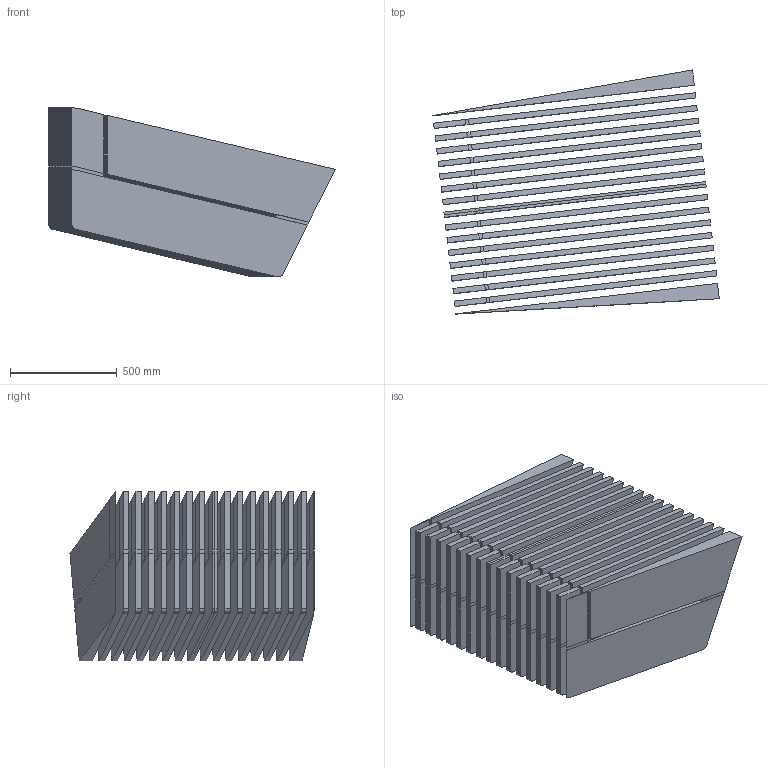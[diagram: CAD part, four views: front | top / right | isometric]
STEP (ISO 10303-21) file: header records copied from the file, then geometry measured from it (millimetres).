
FILE_DESCRIPTION(('FreeCAD Model'),'2;1');
FILE_NAME('detailed_DCLL/step/lithium_lead_sample_envelope_2.step', '2018-01-30T14:14:42',('FreeCAD'),('FreeCAD'), 'Open CASCADE STEP processor 7.1','FreeCAD','Unknown');
FILE_SCHEMA(('AUTOMOTIVE_DESIGN_CC2 { 1 2 10303 214 -1 1 5 4 }'));
Length unit declared in the file: millimetre
Products named in the file (109): Open CASCADE STEP translator 7.1 3; Open CASCADE STEP translator 7.1 3.1; Open CASCADE STEP translator 7.1 3.2; Open CASCADE STEP translator 7.1 3.3; Open CASCADE STEP translator 7.1 3.4; Open CASCADE STEP translator 7.1 3.5; Open CASCADE STEP translator 7.1 3.6; Open CASCADE STEP translator 7.1 3.7; Open CASCADE STEP translator 7.1 3.8; Open CASCADE STEP translator 7.1 3.9; Open CASCADE STEP translator 7.1 3.10; Open CASCADE STEP translator 7.1 3.11; Open CASCADE STEP translator 7.1 3.12; Open CASCADE STEP translator 7.1 3.13; Open CASCADE STEP translator 7.1 3.14; Open CASCADE STEP translator 7.1 3.15; Open CASCADE STEP translator 7.1 3.16; Open CASCADE STEP translator 7.1 3.17; Open CASCADE STEP translator 7.1 3.18; Open CASCADE STEP translator 7.1 3.19; Open CASCADE STEP translator 7.1 3.19.1; Open CASCADE STEP translator 7.1 3.19.2; Open CASCADE STEP translator 7.1 3.20; Open CASCADE STEP translator 7.1 3.20.1; Open CASCADE STEP translator 7.1 3.20.2; Open CASCADE STEP translator 7.1 3.21; Open CASCADE STEP translator 7.1 3.21.1; Open CASCADE STEP translator 7.1 3.21.2; Open CASCADE STEP translator 7.1 3.22; Open CASCADE STEP translator 7.1 3.22.1; Open CASCADE STEP translator 7.1 3.22.2; Open CASCADE STEP translator 7.1 3.23; Open CASCADE STEP translator 7.1 3.23.1; Open CASCADE STEP translator 7.1 3.23.2; Open CASCADE STEP translator 7.1 3.24; Open CASCADE STEP translator 7.1 3.24.1; Open CASCADE STEP translator 7.1 3.24.2; Open CASCADE STEP translator 7.1 3.25; Open CASCADE STEP translator 7.1 3.25.1; Open CASCADE STEP translator 7.1 3.25.2 ...
Assembly tree (108 placements, depth 3):
  Open CASCADE STEP translator 7.1 3
    Open CASCADE STEP translator 7.1 3.1
    Open CASCADE STEP translator 7.1 3.2
    Open CASCADE STEP translator 7.1 3.3
    Open CASCADE STEP translator 7.1 3.4
    Open CASCADE STEP translator 7.1 3.5
    Open CASCADE STEP translator 7.1 3.6
    Open CASCADE STEP translator 7.1 3.7
    Open CASCADE STEP translator 7.1 3.8
    Open CASCADE STEP translator 7.1 3.9
    Open CASCADE STEP translator 7.1 3.10
    Open CASCADE STEP translator 7.1 3.11
    Open CASCADE STEP translator 7.1 3.12
    Open CASCADE STEP translator 7.1 3.13
    Open CASCADE STEP translator 7.1 3.14
    Open CASCADE STEP translator 7.1 3.15
    Open CASCADE STEP translator 7.1 3.16
    Open CASCADE STEP translator 7.1 3.17
    Open CASCADE STEP translator 7.1 3.18
    Open CASCADE STEP translator 7.1 3.19
      Open CASCADE STEP translator 7.1 3.19.1
      Open CASCADE STEP translator 7.1 3.19.2
    Open CASCADE STEP translator 7.1 3.20
      Open CASCADE STEP translator 7.1 3.20.1
      Open CASCADE STEP translator 7.1 3.20.2
    Open CASCADE STEP translator 7.1 3.21
      Open CASCADE STEP translator 7.1 3.21.1
      Open CASCADE STEP translator 7.1 3.21.2
    Open CASCADE STEP translator 7.1 3.22
      Open CASCADE STEP translator 7.1 3.22.1
      Open CASCADE STEP translator 7.1 3.22.2
    Open CASCADE STEP translator 7.1 3.23
      Open CASCADE STEP translator 7.1 3.23.1
      Open CASCADE STEP translator 7.1 3.23.2
    Open CASCADE STEP translator 7.1 3.24
      Open CASCADE STEP translator 7.1 3.24.1
      Open CASCADE STEP translator 7.1 3.24.2
    Open CASCADE STEP translator 7.1 3.25
      Open CASCADE STEP translator 7.1 3.25.1
      Open CASCADE STEP translator 7.1 3.25.2
    Open CASCADE STEP translator 7.1 3.26
      Open CASCADE STEP translator 7.1 3.26.1
      Open CASCADE STEP translator 7.1 3.26.2
    Open CASCADE STEP translator 7.1 3.27
      Open CASCADE STEP translator 7.1 3.27.1
      Open CASCADE STEP translator 7.1 3.27.2
    Open CASCADE STEP translator 7.1 3.28
      Open CASCADE STEP translator 7.1 3.28.1
      Open CASCADE STEP translator 7.1 3.28.2
    Open CASCADE STEP translator 7.1 3.29
      Open CASCADE STEP translator 7.1 3.29.1
      Open CASCADE STEP translator 7.1 3.29.2
    Open CASCADE STEP translator 7.1 3.30
      Open CASCADE STEP translator 7.1 3.30.1
      Open CASCADE STEP translator 7.1 3.30.2
    Open CASCADE STEP translator 7.1 3.31
      Open CASCADE STEP translator 7.1 3.31.1
      Open CASCADE STEP translator 7.1 3.31.2
    Open CASCADE STEP translator 7.1 3.32
      Open CASCADE STEP translator 7.1 3.32.1
Bounding box: 1343.56 x 1144.5 x 796.71 mm (x, y, z)
Volume: 270265857.2 mm3; surface area: 25051849.8 mm2
Topology: 90 solids, 90 shells, 612 faces, 1296 edges, 864 vertices
Faces by surface type: plane 576, cylinder 36
Entity records: 32596 total; most frequent: CARTESIAN_POINT 7995, DIRECTION 3078, ORIENTED_EDGE 2592, PCURVE 2592, DEFINITIONAL_REPRESENTATION 2592, B_SPLINE_CURVE_WITH_KNOTS 2290, LINE 1454, VECTOR 1454
